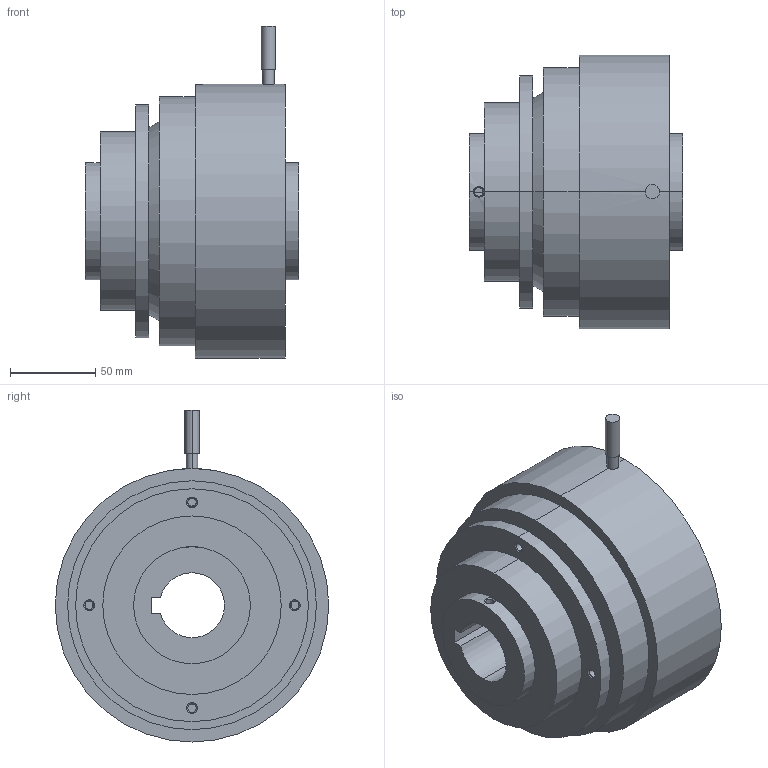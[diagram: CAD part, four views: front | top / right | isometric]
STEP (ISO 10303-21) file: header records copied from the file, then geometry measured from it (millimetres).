
FILE_DESCRIPTION(('starvars output'),'2;1');
FILE_NAME('cv20170217075956000029950.stp','07:59:56 2017/02/17',( 'Thomas Industrial Network Germany GmbH'),( 'Thomas Industrial Network Germany GmbH'),'unknown preprocess','ACIS' ,'unknown authorization');
FILE_SCHEMA(('CONFIG_CONTROL_DESIGN {UNKNOWN IMPLEMENTATION LEVEL}'));
Length unit declared in the file: millimetre
Products named in the file (1): PRODUCT_ID_1
Bounding box: 125.22 x 160.53 x 194.82 mm (x, y, z)
Volume: 1690518.5 mm3; surface area: 117454.2 mm2
Topology: 1 solids, 1 shells, 64 faces, 148 edges, 91 vertices
Faces by surface type: cylinder 29, cone 22, plane 13
Entity records: 1696 total; most frequent: CARTESIAN_POINT 344, ORIENTED_EDGE 296, DIRECTION 213, EDGE_CURVE 148, VERTEX_POINT 91, EDGE_LOOP 81, FACE_BOUND 81, AXIS2_PLACEMENT_3D 75
